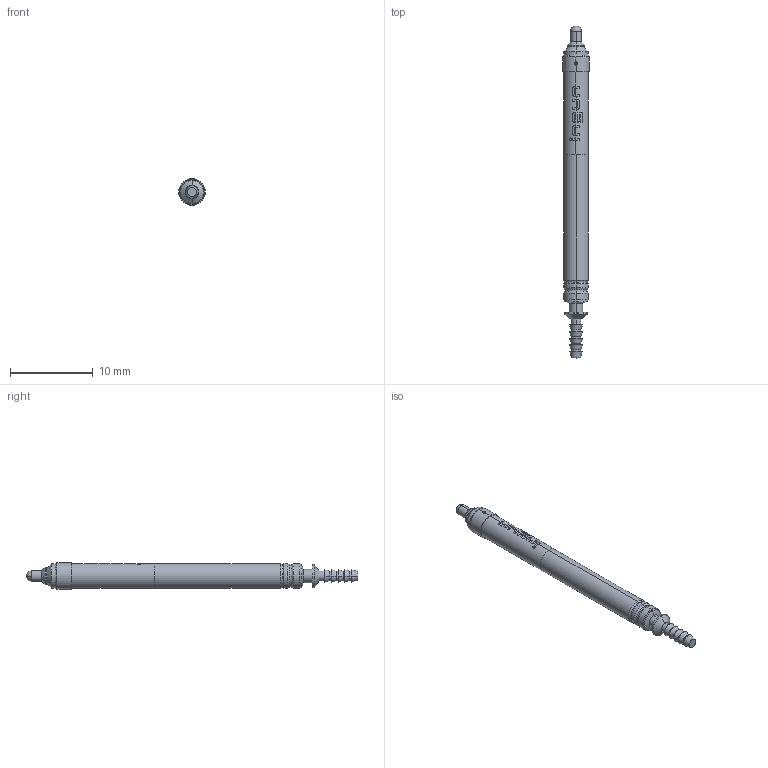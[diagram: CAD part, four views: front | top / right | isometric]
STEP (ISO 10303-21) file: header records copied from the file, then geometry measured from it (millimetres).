
FILE_DESCRIPTION (( 'STEP AP203' ), '1' );
FILE_NAME ('INGUN_PKS-300_205_130_R_xx02_AH.STEP', '2022-03-03T13:38:12', ( 'ochi' ), ( '' ), 'SwSTEP 2.0', 'SolidWorks 2018', '' );
FILE_SCHEMA (( 'CONFIG_CONTROL_DESIGN' ));
Length unit declared in the file: millimetre
Products named in the file (1): INGUN_PKS-300_205_130_R_xx02_AH
Bounding box: 3.2 x 40 x 3.2 mm (x, y, z)
Volume: 230.2 mm3; surface area: 352.3 mm2
Topology: 1 solids, 1 shells, 167 faces, 420 edges, 265 vertices
Faces by surface type: cylinder 53, plane 48, bspline 36, cone 20, torus 8, sphere 2
Entity records: 6779 total; most frequent: CARTESIAN_POINT 3223, ORIENTED_EDGE 836, DIRECTION 542, EDGE_CURVE 418, VERTEX_POINT 265, B_SPLINE_CURVE_WITH_KNOTS 242, AXIS2_PLACEMENT_3D 234, EDGE_LOOP 179
